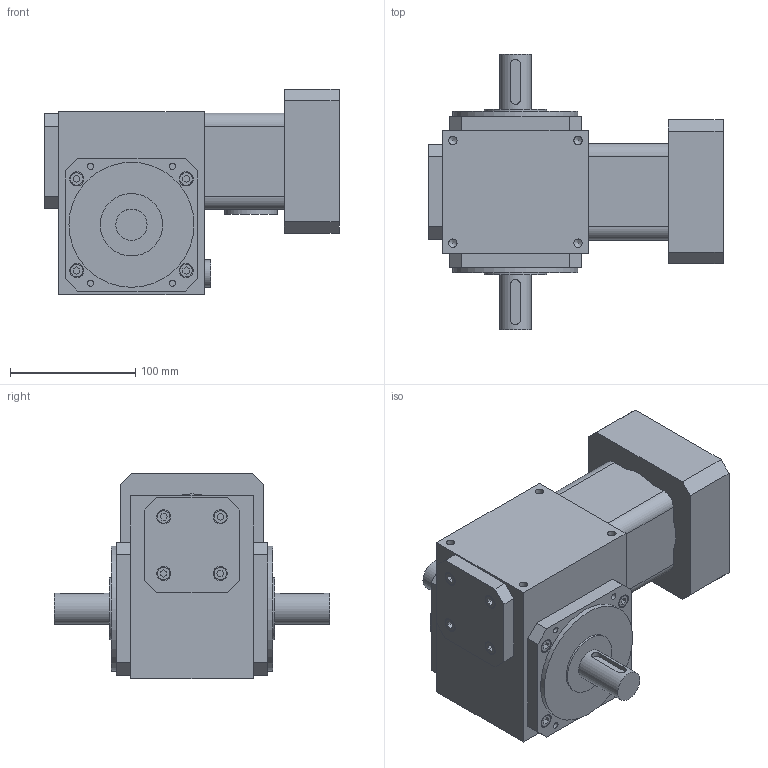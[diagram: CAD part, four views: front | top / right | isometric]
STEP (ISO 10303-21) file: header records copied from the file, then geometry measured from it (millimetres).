
FILE_DESCRIPTION(/* description */ ('Unknown'),/* implementation_level */ '2;1');
FILE_NAME(/* name */ 'W051010.SKDS03DHLDK-',/* time_stamp */ '2024-09-10T18:34:34-04:00',/* author */ ('Unknown'),/* organization */ ('Unknown'),/* preprocessor_version */ 'ST-DEVELOPER v18.1',/* originating_system */ 'Solid Edge',/* authorisation */ 'Unknown');
FILE_SCHEMA (('AUTOMOTIVE_DESIGN {1 0 10303 214 3 1 1}'));
Length unit declared in the file: millimetre
Products named in the file (7): W051010.SKDS03DHLDK-; 51WS-1-CP; 51WM-M20-CP; RG1520K-K; MP1DHLD-CP; 51WM-OUTS; 51WS-WCAP
Assembly tree (7 placements, depth 2):
  W051010.SKDS03DHLDK-
    51WS-1-CP
    51WM-M20-CP
    RG1520K-K
    MP1DHLD-CP
    51WM-OUTS  x2
    51WS-WCAP
Bounding box: 235.13 x 220 x 164.24 mm (x, y, z)
Volume: 2562544.6 mm3; surface area: 312223.1 mm2
Topology: 7 solids, 7 shells, 407 faces, 966 edges, 645 vertices
Faces by surface type: plane 267, cylinder 122, cone 18
Full cylindrical faces by diameter (mm): 4.134 x4, 4.917 x8, 5 x2, 6 x8, 6.647 x20, 10 x16, 11.25 x16, 14.005 x1, 21.9 x1, 25.005 x2, 40 x3, 49.911 x1, 49.92 x5, 58 x1, 82.053 x1, 95 x1, 99.945 x2
Entity records: 10816 total; most frequent: CARTESIAN_POINT 1588, DIRECTION 1538, ORIENTED_EDGE 1332, EDGE_CURVE 666, AXIS2_PLACEMENT_3D 540, FACE_BOUND 516, VERTEX_POINT 504, EDGE_LOOP 502
